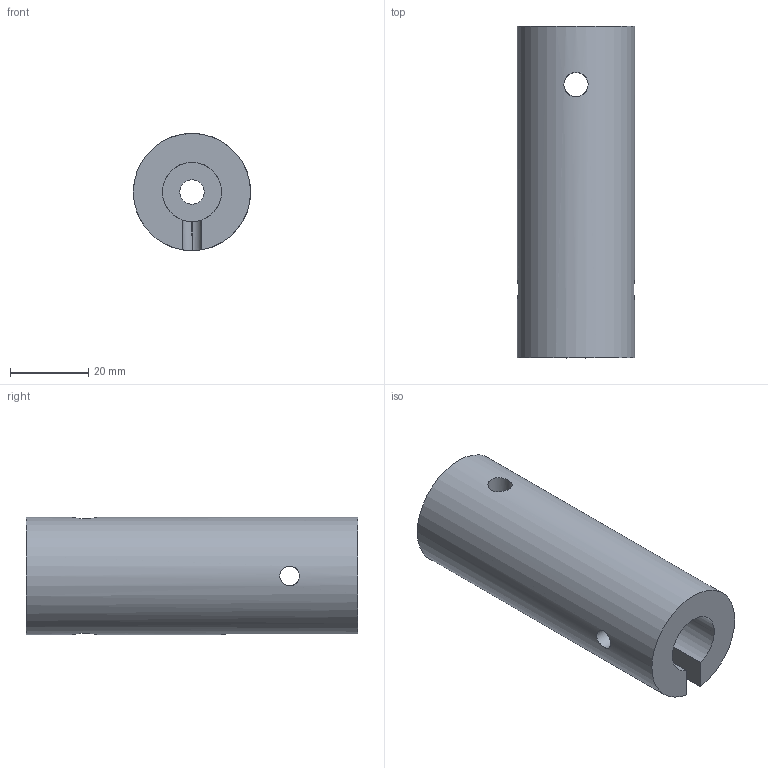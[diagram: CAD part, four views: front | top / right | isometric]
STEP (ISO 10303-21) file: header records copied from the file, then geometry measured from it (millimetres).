
FILE_DESCRIPTION(/* description */ (''),/* implementation_level */ '2;1');
FILE_NAME(/* name */ 'Main Linkage.step',/* time_stamp */ '2025-04-11T14:46:26+02:00',/* author */ (''),/* organization */ (''),/* preprocessor_version */ 'ST-DEVELOPER v20.1',/* originating_system */ 'Autodesk Translation Framework v14.4.0.0',/* authorisation */ '');
FILE_SCHEMA (('AUTOMOTIVE_DESIGN { 1 0 10303 214 3 1 1 }'));
Length unit declared in the file: millimetre
Products named in the file (1): Shredder Motor Linkage
Bounding box: 30 x 85 x 30 mm (x, y, z)
Volume: 37277.7 mm3; surface area: 14386 mm2
Topology: 1 solids, 1 shells, 16 faces, 43 edges, 29 vertices
Faces by surface type: cylinder 10, plane 6
Full cylindrical faces by diameter (mm): 5.035 x2, 6.2 x3, 15.2 x1, 20.2 x1, 30 x1
Entity records: 829 total; most frequent: CARTESIAN_POINT 393, ORIENTED_EDGE 86, DIRECTION 70, EDGE_CURVE 43, VERTEX_POINT 29, EDGE_LOOP 26, AXIS2_PLACEMENT_3D 26, LINE 18
